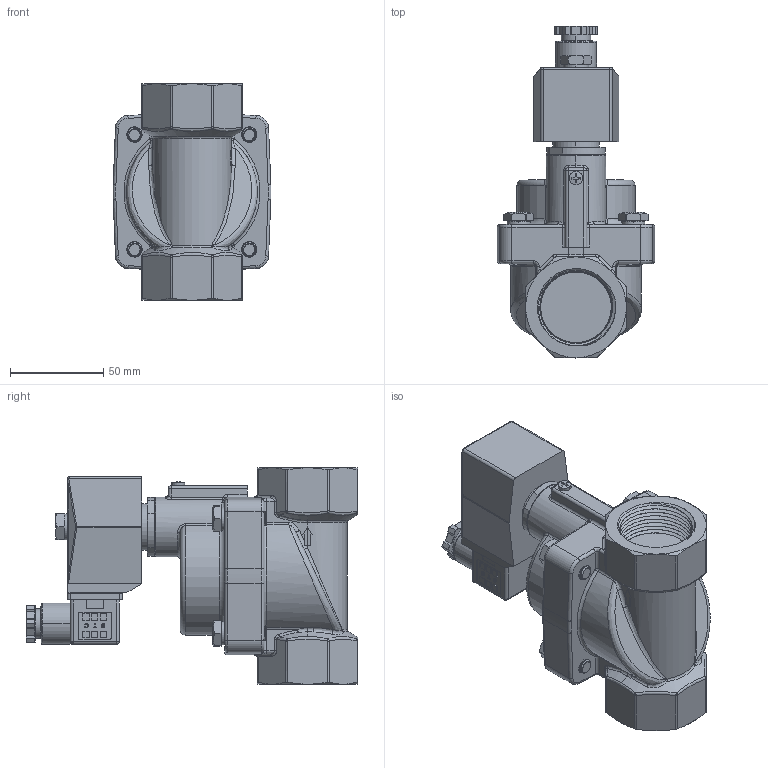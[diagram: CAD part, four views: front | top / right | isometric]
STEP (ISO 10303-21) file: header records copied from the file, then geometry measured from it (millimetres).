
FILE_DESCRIPTION (( 'STEP AP214' ), '1' );
FILE_NAME ('2MS320-1-1-4.STEP', '2018-09-01T00:00:56', ( '' ), ( '' ), 'SwSTEP 2.0', 'SolidWorks 2016', '' );
FILE_SCHEMA (( 'AUTOMOTIVE_DESIGN' ));
Length unit declared in the file: millimetre
Products named in the file (1): 2MS320-1-1-4
Bounding box: 84.68 x 177.91 x 116.1 mm (x, y, z)
Volume: 574213.4 mm3; surface area: 103134.6 mm2
Topology: 22 solids, 22 shells, 2231 faces, 6089 edges, 3968 vertices
Faces by surface type: plane 1075, cylinder 675, bspline 224, cone 138, torus 82, sphere 37
Entity records: 161023 total; most frequent: CARTESIAN_POINT 83702, ORIENTED_EDGE 12150, DIRECTION 9032, EDGE_CURVE 6075, VERTEX_POINT 3968, VECTOR 3468, LINE 3468, AXIS2_PLACEMENT_3D 2782
